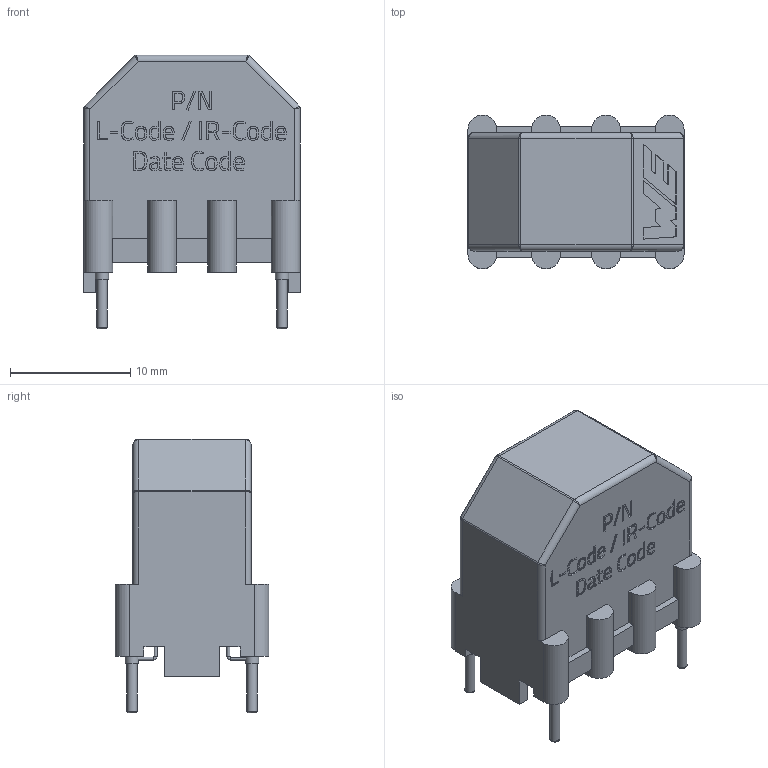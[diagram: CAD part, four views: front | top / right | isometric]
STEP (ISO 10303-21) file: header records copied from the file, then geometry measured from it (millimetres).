
FILE_DESCRIPTION(/* description */ ('Unknown'),/* implementation_level */ '2;1');
FILE_NAME(/* name */ '7446120039',/* time_stamp */ '2025-09-01T10:22:41+02:00',/* author */ ('Unknown'),/* organization */ ('Unknown'),/* preprocessor_version */ 'ST-DEVELOPER v19.4',/* originating_system */ 'Solid Edge',/* authorisation */ 'Unknown');
FILE_SCHEMA (('AUTOMOTIVE_DESIGN {1 0 10303 214 3 1 1}'));
Length unit declared in the file: millimetre
Products named in the file (3): 7446120039; Pin_round
Assembly tree (5 placements, depth 2):
  7446120039
    7446120039
    Pin_round  x4
Bounding box: 18 x 12.8 x 22.8 mm (x, y, z)
Volume: 1584.1 mm3; surface area: 3224.8 mm2
Topology: 8 solids, 8 shells, 645 faces, 1472 edges, 892 vertices
Faces by surface type: plane 314, cylinder 150, bspline 109, torus 72
Full cylindrical faces by diameter (mm): 0.25 x114, 0.6 x4, 0.85 x4, 1.1 x4, 7.6 x1, 13 x1
Entity records: 28191 total; most frequent: CARTESIAN_POINT 13349, ORIENTED_EDGE 2310, DIRECTION 2280, EDGE_CURVE 1155, EDGE_LOOP 910, FACE_BOUND 910, VERTEX_POINT 849, AXIS2_PLACEMENT_3D 826
